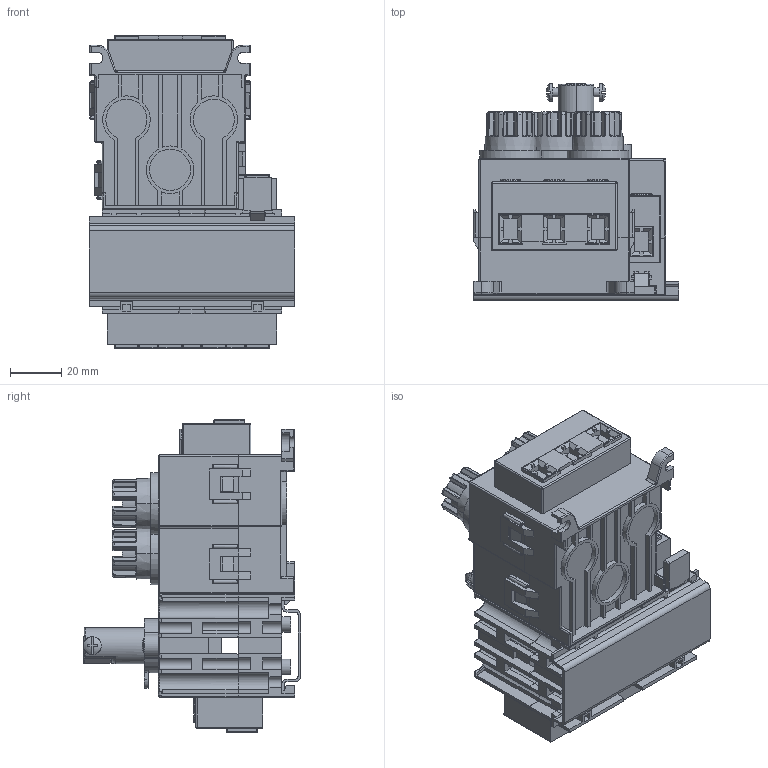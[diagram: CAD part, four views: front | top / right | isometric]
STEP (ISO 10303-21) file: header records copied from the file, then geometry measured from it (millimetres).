
FILE_DESCRIPTION((''),'2;1');
FILE_NAME('XNF032_ASM','2021-07-06T',('alessandro.buglione'),(''),'PRO/ENGINEER BY PARAMETRIC TECHNOLOGY CORPORATION, 2011080','PRO/ENGINEER BY PARAMETRIC TECHNOLOGY CORPORATION, 2011080','');
FILE_SCHEMA(('CONFIG_CONTROL_DESIGN'));
Products named in the file (14): 5478_ED6_; 6254_3D; 6051-H; 6377_014; 6744; 4898-015; GUIDA_DIN; 5501; 5517; 5518; TAPPO; XNF032_MORSETTI; VA5122_011; XNF032_ASM
Assembly tree (24 placements, depth 2):
  XNF032_ASM
    5478_ED6_
    6254_3D
    6051-H
    6377_014  x2
    6744
    4898-015  x2
    GUIDA_DIN
    5501
    5517
    5518
    TAPPO  x3
    XNF032_MORSETTI
    VA5122_011  x8
Bounding box: 80 x 84.5 x 121.7 mm (x, y, z)
Volume: 337086.4 mm3; surface area: 106649.9 mm2
Topology: 24 solids, 24 shells, 3753 faces, 9793 edges, 6232 vertices
Faces by surface type: plane 2165, cylinder 1016, torus 237, bspline 168, sphere 121, cone 46
Entity records: 98883 total; most frequent: CARTESIAN_POINT 22137, ORIENTED_EDGE 16138, DIRECTION 15717, EDGE_CURVE 8069, VECTOR 5847, LINE 5847, VERTEX_POINT 5180, AXIS2_PLACEMENT_3D 4935
